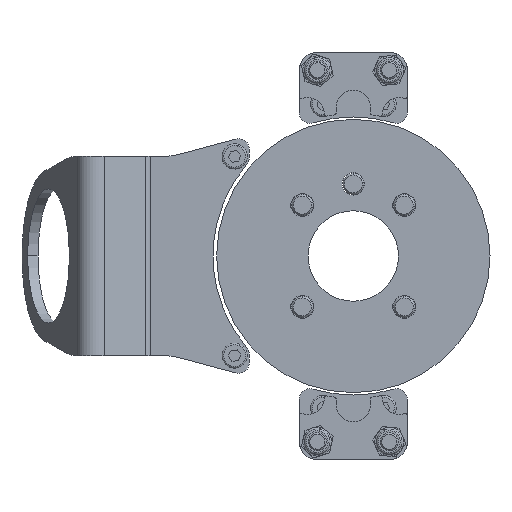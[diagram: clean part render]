
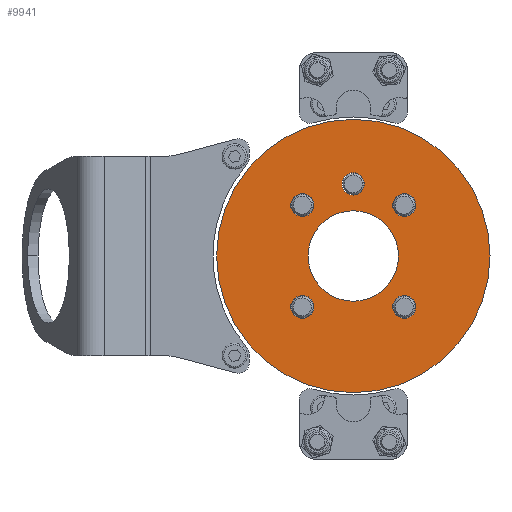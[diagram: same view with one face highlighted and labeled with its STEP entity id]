
A CAD part, left-side view. The second image highlights one B-rep face of the part: STEP entity #9941.
In plain terms, the highlighted planar face has unit normal (-1, 0, 0).
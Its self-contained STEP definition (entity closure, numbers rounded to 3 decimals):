
#117 = VERTEX_POINT ( 'NONE', #2941 ) ;
#245 = AXIS2_PLACEMENT_3D ( 'NONE', #9017, #7823, #8887 ) ;
#384 = EDGE_CURVE ( 'NONE', #8015, #11728, #14502, .T. ) ;
#425 = EDGE_LOOP ( 'NONE', ( #9676, #3158 ) ) ;
#471 = EDGE_CURVE ( 'NONE', #6516, #11304, #745, .T. ) ;
#535 = VERTEX_POINT ( 'NONE', #3773 ) ;
#599 = EDGE_CURVE ( 'NONE', #5424, #14155, #8524, .T. ) ;
#625 = EDGE_LOOP ( 'NONE', ( #12127, #3064 ) ) ;
#679 = EDGE_CURVE ( 'NONE', #5730, #13161, #13215, .T. ) ;
#745 = CIRCLE ( 'NONE', #2123, 3.2 ) ;
#793 = FACE_BOUND ( 'NONE', #10663, .T. ) ;
#799 = EDGE_CURVE ( 'NONE', #11054, #7603, #8338, .T. ) ;
#839 = CARTESIAN_POINT ( 'NONE',  ( -60., -1.7, 23.1 ) ) ;
#960 = EDGE_CURVE ( 'NONE', #535, #117, #3631, .T. ) ;
#1052 = EDGE_CURVE ( 'NONE', #8725, #11031, #1692, .T. ) ;
#1165 = FACE_BOUND ( 'NONE', #6540, .T. ) ;
#1181 = DIRECTION ( 'NONE',  ( 0., 0., -1. ) ) ;
#1210 = DIRECTION ( 'NONE',  ( 1., 0., 0. ) ) ;
#1216 = CARTESIAN_POINT ( 'NONE',  ( -60., -15.842, 14.142 ) ) ;
#1346 = EDGE_CURVE ( 'NONE', #11728, #8015, #13635, .T. ) ;
#1363 = EDGE_CURVE ( 'NONE', #11304, #6516, #3501, .T. ) ;
#1389 = EDGE_CURVE ( 'NONE', #14155, #5424, #6700, .T. ) ;
#1433 = EDGE_CURVE ( 'NONE', #13161, #5730, #2335, .T. ) ;
#1477 = EDGE_CURVE ( 'NONE', #7603, #11054, #5207, .T. ) ;
#1483 = EDGE_CURVE ( 'NONE', #11031, #8725, #1947, .T. ) ;
#1548 = EDGE_CURVE ( 'NONE', #117, #535, #13069, .T. ) ;
#1692 = CIRCLE ( 'NONE', #10013, 37.95 ) ;
#1715 = AXIS2_PLACEMENT_3D ( 'NONE', #2224, #2193, #2174 ) ;
#1864 = DIRECTION ( 'NONE',  ( 0., 0., -1. ) ) ;
#1947 = CIRCLE ( 'NONE', #9588, 37.95 ) ;
#2123 = AXIS2_PLACEMENT_3D ( 'NONE', #3736, #3702, #3699 ) ;
#2174 = DIRECTION ( 'NONE',  ( 0., 0., -1. ) ) ;
#2193 = DIRECTION ( 'NONE',  ( 1., 0., 0. ) ) ;
#2224 = CARTESIAN_POINT ( 'NONE',  ( -60., -15.842, -14.142 ) ) ;
#2335 = CIRCLE ( 'NONE', #10297, 3.2 ) ;
#2941 = CARTESIAN_POINT ( 'NONE',  ( -60., -1.7, -12.55 ) ) ;
#3064 = ORIENTED_EDGE ( 'NONE', *, *, #679, .T. ) ;
#3070 = CARTESIAN_POINT ( 'NONE',  ( -60., -1.7, 0. ) ) ;
#3158 = ORIENTED_EDGE ( 'NONE', *, *, #1052, .F. ) ;
#3215 = DIRECTION ( 'NONE',  ( 0., 0., -1. ) ) ;
#3227 = ORIENTED_EDGE ( 'NONE', *, *, #1363, .T. ) ;
#3343 = DIRECTION ( 'NONE',  ( 1., 0., 0. ) ) ;
#3501 = CIRCLE ( 'NONE', #13645, 3.2 ) ;
#3509 = CARTESIAN_POINT ( 'NONE',  ( -60., -1.7, 0. ) ) ;
#3540 = EDGE_LOOP ( 'NONE', ( #3227, #4031 ) ) ;
#3625 = AXIS2_PLACEMENT_3D ( 'NONE', #3070, #5520, #1864 ) ;
#3631 = CIRCLE ( 'NONE', #245, 12.55 ) ;
#3699 = DIRECTION ( 'NONE',  ( 0., 0., -1. ) ) ;
#3702 = DIRECTION ( 'NONE',  ( 1., 0., 0. ) ) ;
#3736 = CARTESIAN_POINT ( 'NONE',  ( -60., 12.442, -14.142 ) ) ;
#3773 = CARTESIAN_POINT ( 'NONE',  ( -60., -1.7, 12.55 ) ) ;
#4031 = ORIENTED_EDGE ( 'NONE', *, *, #471, .T. ) ;
#4108 = FACE_BOUND ( 'NONE', #625, .T. ) ;
#4341 = ORIENTED_EDGE ( 'NONE', *, *, #1346, .T. ) ;
#4709 = AXIS2_PLACEMENT_3D ( 'NONE', #10343, #10311, #10294 ) ;
#5057 = EDGE_LOOP ( 'NONE', ( #11565, #6775 ) ) ;
#5207 = CIRCLE ( 'NONE', #12665, 3.1 ) ;
#5424 = VERTEX_POINT ( 'NONE', #14172 ) ;
#5520 = DIRECTION ( 'NONE',  ( 1., 0., 0. ) ) ;
#5730 = VERTEX_POINT ( 'NONE', #13406 ) ;
#6516 = VERTEX_POINT ( 'NONE', #12395 ) ;
#6540 = EDGE_LOOP ( 'NONE', ( #4341, #7770 ) ) ;
#6568 = CARTESIAN_POINT ( 'NONE',  ( -60., -15.842, 10.942 ) ) ;
#6700 = CIRCLE ( 'NONE', #4709, 3.2 ) ;
#6775 = ORIENTED_EDGE ( 'NONE', *, *, #599, .T. ) ;
#7025 = DIRECTION ( 'NONE',  ( 0., 0., -1. ) ) ;
#7061 = DIRECTION ( 'NONE',  ( 1., 0., 0. ) ) ;
#7084 = CARTESIAN_POINT ( 'NONE',  ( -60., -1.7, 0. ) ) ;
#7279 = FACE_BOUND ( 'NONE', #5057, .T. ) ;
#7603 = VERTEX_POINT ( 'NONE', #13289 ) ;
#7672 = FACE_BOUND ( 'NONE', #3540, .T. ) ;
#7770 = ORIENTED_EDGE ( 'NONE', *, *, #384, .T. ) ;
#7823 = DIRECTION ( 'NONE',  ( 1., 0., 0. ) ) ;
#8015 = VERTEX_POINT ( 'NONE', #9271 ) ;
#8073 = DIRECTION ( 'NONE',  ( 0., 0., -1. ) ) ;
#8092 = DIRECTION ( 'NONE',  ( 1., 0., 0. ) ) ;
#8119 = CARTESIAN_POINT ( 'NONE',  ( -60., -1.7, 0. ) ) ;
#8241 = DIRECTION ( 'NONE',  ( 0., 0., -1. ) ) ;
#8267 = DIRECTION ( 'NONE',  ( 1., 0., 0. ) ) ;
#8281 = CARTESIAN_POINT ( 'NONE',  ( -60., -1.7, 20. ) ) ;
#8296 = AXIS2_PLACEMENT_3D ( 'NONE', #1216, #1210, #1181 ) ;
#8338 = CIRCLE ( 'NONE', #9405, 3.1 ) ;
#8524 = CIRCLE ( 'NONE', #1715, 3.2 ) ;
#8608 = EDGE_LOOP ( 'NONE', ( #14307, #12519 ) ) ;
#8725 = VERTEX_POINT ( 'NONE', #13611 ) ;
#8775 = CARTESIAN_POINT ( 'NONE',  ( -60., -1.7, 37.95 ) ) ;
#8887 = DIRECTION ( 'NONE',  ( 0., 0., -1. ) ) ;
#9017 = CARTESIAN_POINT ( 'NONE',  ( -60., -1.7, 0. ) ) ;
#9088 = DIRECTION ( 'NONE',  ( 0., 0., -1. ) ) ;
#9134 = DIRECTION ( 'NONE',  ( 1., 0., 0. ) ) ;
#9140 = PLANE ( 'NONE',  #3625 ) ;
#9155 = CARTESIAN_POINT ( 'NONE',  ( -60., -15.842, 14.142 ) ) ;
#9271 = CARTESIAN_POINT ( 'NONE',  ( -60., 12.442, 17.342 ) ) ;
#9405 = AXIS2_PLACEMENT_3D ( 'NONE', #15328, #13057, #15241 ) ;
#9588 = AXIS2_PLACEMENT_3D ( 'NONE', #8119, #8092, #8073 ) ;
#9676 = ORIENTED_EDGE ( 'NONE', *, *, #1483, .F. ) ;
#9704 = CARTESIAN_POINT ( 'NONE',  ( -60., -15.842, -17.342 ) ) ;
#9941 = ADVANCED_FACE ( 'NONE', ( #1165, #7672, #7279, #4108, #793, #10458, #13092 ), #9140, .F. ) ;
#10013 = AXIS2_PLACEMENT_3D ( 'NONE', #3509, #3343, #3215 ) ;
#10294 = DIRECTION ( 'NONE',  ( 0., 0., -1. ) ) ;
#10297 = AXIS2_PLACEMENT_3D ( 'NONE', #9155, #9134, #9088 ) ;
#10311 = DIRECTION ( 'NONE',  ( 1., 0., 0. ) ) ;
#10343 = CARTESIAN_POINT ( 'NONE',  ( -60., -15.842, -14.142 ) ) ;
#10402 = AXIS2_PLACEMENT_3D ( 'NONE', #7084, #7061, #7025 ) ;
#10458 = FACE_OUTER_BOUND ( 'NONE', #425, .T. ) ;
#10663 = EDGE_LOOP ( 'NONE', ( #11753, #11699 ) ) ;
#10861 = DIRECTION ( 'NONE',  ( 0., 0., -1. ) ) ;
#10874 = DIRECTION ( 'NONE',  ( 1., 0., 0. ) ) ;
#10927 = CARTESIAN_POINT ( 'NONE',  ( -60., 12.442, -14.142 ) ) ;
#11031 = VERTEX_POINT ( 'NONE', #8775 ) ;
#11054 = VERTEX_POINT ( 'NONE', #839 ) ;
#11230 = DIRECTION ( 'NONE',  ( 0., 0., -1. ) ) ;
#11283 = DIRECTION ( 'NONE',  ( 1., 0., 0. ) ) ;
#11304 = VERTEX_POINT ( 'NONE', #12306 ) ;
#11341 = CARTESIAN_POINT ( 'NONE',  ( -60., 12.442, 14.142 ) ) ;
#11367 = AXIS2_PLACEMENT_3D ( 'NONE', #11341, #11283, #11230 ) ;
#11565 = ORIENTED_EDGE ( 'NONE', *, *, #1389, .T. ) ;
#11699 = ORIENTED_EDGE ( 'NONE', *, *, #799, .T. ) ;
#11728 = VERTEX_POINT ( 'NONE', #11746 ) ;
#11746 = CARTESIAN_POINT ( 'NONE',  ( -60., 12.442, 10.942 ) ) ;
#11753 = ORIENTED_EDGE ( 'NONE', *, *, #1477, .T. ) ;
#12127 = ORIENTED_EDGE ( 'NONE', *, *, #1433, .T. ) ;
#12306 = CARTESIAN_POINT ( 'NONE',  ( -60., 12.442, -17.342 ) ) ;
#12395 = CARTESIAN_POINT ( 'NONE',  ( -60., 12.442, -10.942 ) ) ;
#12519 = ORIENTED_EDGE ( 'NONE', *, *, #1548, .T. ) ;
#12665 = AXIS2_PLACEMENT_3D ( 'NONE', #8281, #8267, #8241 ) ;
#13057 = DIRECTION ( 'NONE',  ( 1., 0., 0. ) ) ;
#13069 = CIRCLE ( 'NONE', #10402, 12.55 ) ;
#13092 = FACE_BOUND ( 'NONE', #8608, .T. ) ;
#13161 = VERTEX_POINT ( 'NONE', #6568 ) ;
#13215 = CIRCLE ( 'NONE', #8296, 3.2 ) ;
#13289 = CARTESIAN_POINT ( 'NONE',  ( -60., -1.7, 16.9 ) ) ;
#13406 = CARTESIAN_POINT ( 'NONE',  ( -60., -15.842, 17.342 ) ) ;
#13611 = CARTESIAN_POINT ( 'NONE',  ( -60., -1.7, -37.95 ) ) ;
#13635 = CIRCLE ( 'NONE', #11367, 3.2 ) ;
#13645 = AXIS2_PLACEMENT_3D ( 'NONE', #10927, #10874, #10861 ) ;
#14155 = VERTEX_POINT ( 'NONE', #9704 ) ;
#14172 = CARTESIAN_POINT ( 'NONE',  ( -60., -15.842, -10.942 ) ) ;
#14190 = CARTESIAN_POINT ( 'NONE',  ( -60., 12.442, 14.142 ) ) ;
#14307 = ORIENTED_EDGE ( 'NONE', *, *, #960, .T. ) ;
#14502 = CIRCLE ( 'NONE', #14711, 3.2 ) ;
#14711 = AXIS2_PLACEMENT_3D ( 'NONE', #14190, #15280, #15212 ) ;
#15212 = DIRECTION ( 'NONE',  ( 0., 0., -1. ) ) ;
#15241 = DIRECTION ( 'NONE',  ( 0., 0., -1. ) ) ;
#15280 = DIRECTION ( 'NONE',  ( 1., 0., 0. ) ) ;
#15328 = CARTESIAN_POINT ( 'NONE',  ( -60., -1.7, 20. ) ) ;
